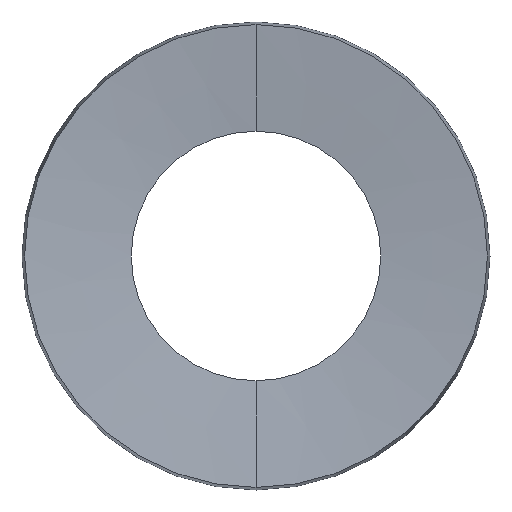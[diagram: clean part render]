
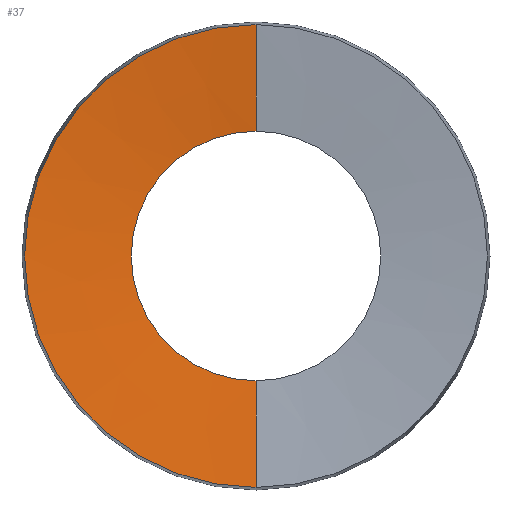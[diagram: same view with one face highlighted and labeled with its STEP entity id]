
A CAD part, front view. The second image highlights one B-rep face of the part: STEP entity #37.
In plain terms, the highlighted conical face has half-angle 83.662 degrees and reference radius 1.6 mm.
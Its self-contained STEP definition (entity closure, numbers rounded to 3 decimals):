
#2 = CARTESIAN_POINT ( 'NONE',  ( 0., 0., 0. ) ) ;
#7 = CARTESIAN_POINT ( 'NONE',  ( 0., 0., 2.967 ) ) ;
#9 = CARTESIAN_POINT ( 'NONE',  ( 0., 0.152, 0. ) ) ;
#13 = VERTEX_POINT ( 'NONE', #27 ) ;
#15 = DIRECTION ( 'NONE',  ( 0., 0., -1. ) ) ;
#27 = CARTESIAN_POINT ( 'NONE',  ( 0., 0.152, -1.6 ) ) ;
#30 = AXIS2_PLACEMENT_3D ( 'NONE', #9, #142, #117 ) ;
#34 = DIRECTION ( 'NONE',  ( 0., -1., 0. ) ) ;
#36 = CARTESIAN_POINT ( 'NONE',  ( 0., 0.152, -1.6 ) ) ;
#37 = ADVANCED_FACE ( 'NONE', ( #176 ), #170, .F. ) ;
#45 = ORIENTED_EDGE ( 'NONE', *, *, #157, .T. ) ;
#53 = DIRECTION ( 'NONE',  ( 0., -0.11, -0.994 ) ) ;
#59 = ORIENTED_EDGE ( 'NONE', *, *, #145, .T. ) ;
#74 = VERTEX_POINT ( 'NONE', #275 ) ;
#87 = LINE ( 'NONE', #36, #150 ) ;
#98 = VERTEX_POINT ( 'NONE', #7 ) ;
#100 = DIRECTION ( 'NONE',  ( 0., -1., 0. ) ) ;
#102 = VECTOR ( 'NONE', #205, 1000. ) ;
#109 = AXIS2_PLACEMENT_3D ( 'NONE', #2, #100, #15 ) ;
#117 = DIRECTION ( 'NONE',  ( 0., 0., -1. ) ) ;
#132 = EDGE_LOOP ( 'NONE', ( #219, #59, #45, #147 ) ) ;
#141 = CARTESIAN_POINT ( 'NONE',  ( 0., 0., -2.967 ) ) ;
#142 = DIRECTION ( 'NONE',  ( 0., -1., 0. ) ) ;
#143 = VERTEX_POINT ( 'NONE', #141 ) ;
#145 = EDGE_CURVE ( 'NONE', #74, #98, #164, .T. ) ;
#147 = ORIENTED_EDGE ( 'NONE', *, *, #222, .F. ) ;
#150 = VECTOR ( 'NONE', #53, 1000. ) ;
#156 = CIRCLE ( 'NONE', #180, 1.6 ) ;
#157 = EDGE_CURVE ( 'NONE', #98, #143, #220, .T. ) ;
#164 = LINE ( 'NONE', #273, #102 ) ;
#170 = CONICAL_SURFACE ( 'NONE', #30, 1.6, 1.46 ) ;
#176 = FACE_OUTER_BOUND ( 'NONE', #132, .T. ) ;
#180 = AXIS2_PLACEMENT_3D ( 'NONE', #193, #34, #283 ) ;
#193 = CARTESIAN_POINT ( 'NONE',  ( 0., 0.152, 0. ) ) ;
#205 = DIRECTION ( 'NONE',  ( 0., -0.11, 0.994 ) ) ;
#219 = ORIENTED_EDGE ( 'NONE', *, *, #230, .F. ) ;
#220 = CIRCLE ( 'NONE', #109, 2.967 ) ;
#222 = EDGE_CURVE ( 'NONE', #13, #143, #87, .T. ) ;
#230 = EDGE_CURVE ( 'NONE', #74, #13, #156, .T. ) ;
#273 = CARTESIAN_POINT ( 'NONE',  ( 0., 0.152, 1.6 ) ) ;
#275 = CARTESIAN_POINT ( 'NONE',  ( 0., 0.152, 1.6 ) ) ;
#283 = DIRECTION ( 'NONE',  ( 0., 0., -1. ) ) ;
